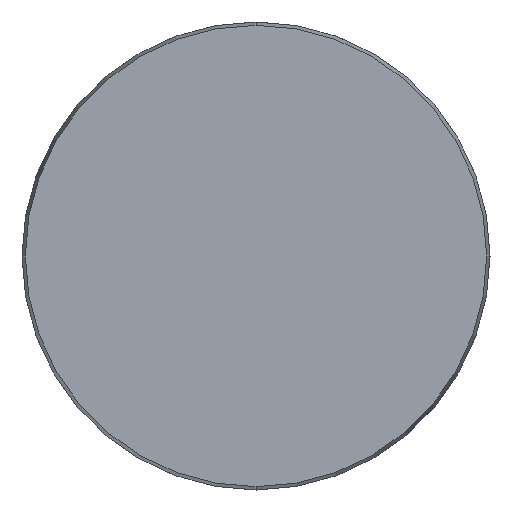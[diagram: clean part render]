
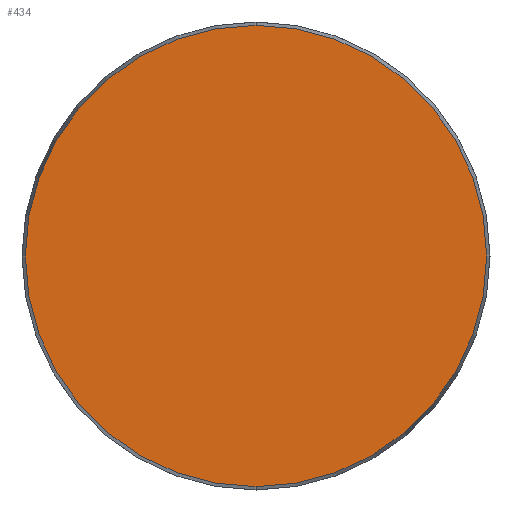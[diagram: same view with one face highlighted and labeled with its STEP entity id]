
A CAD part, front view. The second image highlights one B-rep face of the part: STEP entity #434.
In plain terms, the highlighted planar face has unit normal (0, -1, 0).
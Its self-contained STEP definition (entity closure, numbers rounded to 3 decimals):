
#26 = DIRECTION ( 'NONE',  ( 0., 0., -1. ) ) ;
#50 = DIRECTION ( 'NONE',  ( 0., 1., 0. ) ) ;
#131 = EDGE_CURVE ( 'NONE', #586, #408, #368, .T. ) ;
#186 = EDGE_LOOP ( 'NONE', ( #510, #638 ) ) ;
#230 = PLANE ( 'NONE',  #555 ) ;
#288 = CARTESIAN_POINT ( 'NONE',  ( 0., 0., -59.143 ) ) ;
#357 = DIRECTION ( 'NONE',  ( 0., -1., 0. ) ) ;
#363 = DIRECTION ( 'NONE',  ( 0., 0., -1. ) ) ;
#368 = CIRCLE ( 'NONE', #733, 59.143 ) ;
#400 = CIRCLE ( 'NONE', #503, 59.143 ) ;
#408 = VERTEX_POINT ( 'NONE', #288 ) ;
#434 = ADVANCED_FACE ( 'NONE', ( #527 ), #230, .F. ) ;
#495 = DIRECTION ( 'NONE',  ( 0., 0., 1. ) ) ;
#503 = AXIS2_PLACEMENT_3D ( 'NONE', #617, #559, #363 ) ;
#510 = ORIENTED_EDGE ( 'NONE', *, *, #131, .T. ) ;
#527 = FACE_OUTER_BOUND ( 'NONE', #186, .T. ) ;
#539 = EDGE_CURVE ( 'NONE', #408, #586, #400, .T. ) ;
#555 = AXIS2_PLACEMENT_3D ( 'NONE', #674, #50, #495 ) ;
#559 = DIRECTION ( 'NONE',  ( 0., -1., 0. ) ) ;
#586 = VERTEX_POINT ( 'NONE', #681 ) ;
#617 = CARTESIAN_POINT ( 'NONE',  ( 0., 0., 0. ) ) ;
#638 = ORIENTED_EDGE ( 'NONE', *, *, #539, .T. ) ;
#672 = CARTESIAN_POINT ( 'NONE',  ( 0., 0., 0. ) ) ;
#674 = CARTESIAN_POINT ( 'NONE',  ( -59.143, 0., 0. ) ) ;
#681 = CARTESIAN_POINT ( 'NONE',  ( 0., 0., 59.143 ) ) ;
#733 = AXIS2_PLACEMENT_3D ( 'NONE', #672, #357, #26 ) ;
